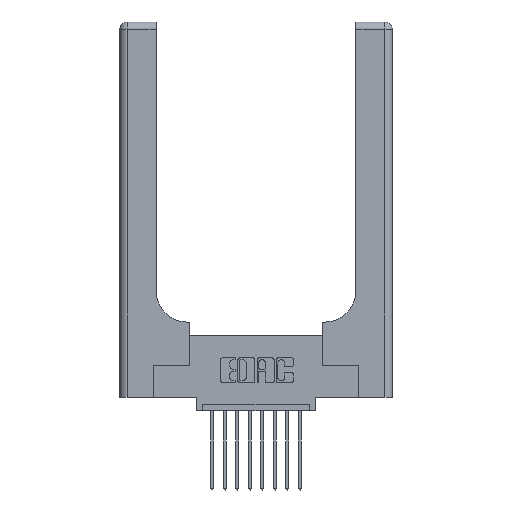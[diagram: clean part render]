
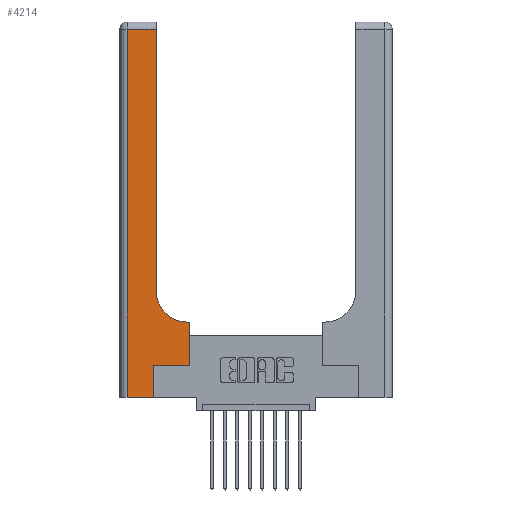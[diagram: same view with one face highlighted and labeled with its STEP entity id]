
A CAD part, top view. The second image highlights one B-rep face of the part: STEP entity #4214.
In plain terms, the highlighted planar face has unit normal (0, 0, 1).
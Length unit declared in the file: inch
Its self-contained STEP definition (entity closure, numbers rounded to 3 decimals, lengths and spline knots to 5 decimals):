
#49 = DIRECTION ( 'NONE',  ( 0., 0., -1. ) ) ;
#300 = EDGE_CURVE ( 'NONE', #844, #7877, #8820, .T. ) ;
#536 = VERTEX_POINT ( 'NONE', #1160 ) ;
#787 = VECTOR ( 'NONE', #4484, 39.37008 ) ;
#844 = VERTEX_POINT ( 'NONE', #14495 ) ;
#1160 = CARTESIAN_POINT ( 'NONE',  ( 0.06, 2.94, 0.37 ) ) ;
#1264 = LINE ( 'NONE', #10192, #3542 ) ;
#1756 = CARTESIAN_POINT ( 'NONE',  ( 0.5415, 0.6, 0.37 ) ) ;
#1854 = ORIENTED_EDGE ( 'NONE', *, *, #8347, .T. ) ;
#2064 = ORIENTED_EDGE ( 'NONE', *, *, #9724, .T. ) ;
#2513 = EDGE_CURVE ( 'NONE', #10349, #536, #9156, .T. ) ;
#2774 = DIRECTION ( 'NONE',  ( 0., 0., -1. ) ) ;
#3015 = LINE ( 'NONE', #5591, #15700 ) ;
#3112 = EDGE_CURVE ( 'NONE', #8949, #15296, #10186, .T. ) ;
#3289 = AXIS2_PLACEMENT_3D ( 'NONE', #3623, #49, #8596 ) ;
#3352 = LINE ( 'NONE', #15341, #12573 ) ;
#3542 = VECTOR ( 'NONE', #13830, 39.37008 ) ;
#3616 = CARTESIAN_POINT ( 'NONE',  ( 0.269, 0., 0.37 ) ) ;
#3623 = CARTESIAN_POINT ( 'NONE',  ( 0., 3., 0.37 ) ) ;
#3888 = LINE ( 'NONE', #8591, #14094 ) ;
#3937 = DIRECTION ( 'NONE',  ( 1., 0., 0. ) ) ;
#3952 = ORIENTED_EDGE ( 'NONE', *, *, #300, .T. ) ;
#4214 = ADVANCED_FACE ( 'NONE', ( #9761 ), #4806, .F. ) ;
#4374 = VECTOR ( 'NONE', #10203, 39.37008 ) ;
#4484 = DIRECTION ( 'NONE',  ( 0., 1., 0. ) ) ;
#4542 = CARTESIAN_POINT ( 'NONE',  ( 0.5585, 0.25, 0.37 ) ) ;
#4806 = PLANE ( 'NONE',  #3289 ) ;
#4961 = CARTESIAN_POINT ( 'NONE',  ( 0.2915, 0.85, 0.37 ) ) ;
#4975 = VERTEX_POINT ( 'NONE', #8026 ) ;
#5494 = EDGE_CURVE ( 'NONE', #14074, #4975, #14590, .T. ) ;
#5591 = CARTESIAN_POINT ( 'NONE',  ( 0.2915, 0.6, 0.37 ) ) ;
#5601 = ORIENTED_EDGE ( 'NONE', *, *, #10845, .T. ) ;
#5780 = ORIENTED_EDGE ( 'NONE', *, *, #7729, .T. ) ;
#5962 = AXIS2_PLACEMENT_3D ( 'NONE', #12524, #2774, #3937 ) ;
#6156 = CARTESIAN_POINT ( 'NONE',  ( 0.2915, 2.94, 0.37 ) ) ;
#6281 = LINE ( 'NONE', #6495, #4374 ) ;
#6495 = CARTESIAN_POINT ( 'NONE',  ( 0.269, 0.25, 0.37 ) ) ;
#6655 = VECTOR ( 'NONE', #9673, 39.37008 ) ;
#7564 = DIRECTION ( 'NONE',  ( 0., 1., 0. ) ) ;
#7729 = EDGE_CURVE ( 'NONE', #7877, #8949, #3015, .T. ) ;
#7877 = VERTEX_POINT ( 'NONE', #8039 ) ;
#8026 = CARTESIAN_POINT ( 'NONE',  ( 0.269, 0.25, 0.37 ) ) ;
#8039 = CARTESIAN_POINT ( 'NONE',  ( 0.5585, 0.6, 0.37 ) ) ;
#8347 = EDGE_CURVE ( 'NONE', #536, #13544, #1264, .T. ) ;
#8411 = CARTESIAN_POINT ( 'NONE',  ( 0., 2.94, 0.37 ) ) ;
#8591 = CARTESIAN_POINT ( 'NONE',  ( 0., 0., 0.37 ) ) ;
#8596 = DIRECTION ( 'NONE',  ( -1., 0., 0. ) ) ;
#8598 = ORIENTED_EDGE ( 'NONE', *, *, #14354, .T. ) ;
#8694 = CARTESIAN_POINT ( 'NONE',  ( 0.269, 0., 0.37 ) ) ;
#8792 = VECTOR ( 'NONE', #7564, 39.37008 ) ;
#8820 = LINE ( 'NONE', #4542, #787 ) ;
#8949 = VERTEX_POINT ( 'NONE', #1756 ) ;
#9156 = LINE ( 'NONE', #8411, #6655 ) ;
#9673 = DIRECTION ( 'NONE',  ( -1., 0., 0. ) ) ;
#9680 = DIRECTION ( 'NONE',  ( 1., 0., 0. ) ) ;
#9724 = EDGE_CURVE ( 'NONE', #13544, #14074, #3888, .T. ) ;
#9761 = FACE_OUTER_BOUND ( 'NONE', #15886, .T. ) ;
#10171 = ORIENTED_EDGE ( 'NONE', *, *, #5494, .T. ) ;
#10186 = CIRCLE ( 'NONE', #5962, 0.25 ) ;
#10192 = CARTESIAN_POINT ( 'NONE',  ( 0.06, 3., 0.37 ) ) ;
#10203 = DIRECTION ( 'NONE',  ( 1., 0., 0. ) ) ;
#10349 = VERTEX_POINT ( 'NONE', #6156 ) ;
#10626 = ORIENTED_EDGE ( 'NONE', *, *, #2513, .T. ) ;
#10845 = EDGE_CURVE ( 'NONE', #15296, #10349, #3352, .T. ) ;
#12524 = CARTESIAN_POINT ( 'NONE',  ( 0.5415, 0.85, 0.37 ) ) ;
#12573 = VECTOR ( 'NONE', #14017, 39.37008 ) ;
#13544 = VERTEX_POINT ( 'NONE', #14796 ) ;
#13830 = DIRECTION ( 'NONE',  ( 0., -1., 0. ) ) ;
#14017 = DIRECTION ( 'NONE',  ( 0., 1., 0. ) ) ;
#14074 = VERTEX_POINT ( 'NONE', #3616 ) ;
#14094 = VECTOR ( 'NONE', #9680, 39.37008 ) ;
#14354 = EDGE_CURVE ( 'NONE', #4975, #844, #6281, .T. ) ;
#14495 = CARTESIAN_POINT ( 'NONE',  ( 0.5585, 0.25, 0.37 ) ) ;
#14590 = LINE ( 'NONE', #8694, #8792 ) ;
#14796 = CARTESIAN_POINT ( 'NONE',  ( 0.06, 0., 0.37 ) ) ;
#15296 = VERTEX_POINT ( 'NONE', #4961 ) ;
#15341 = CARTESIAN_POINT ( 'NONE',  ( 0.2915, 3., 0.37 ) ) ;
#15352 = ORIENTED_EDGE ( 'NONE', *, *, #3112, .T. ) ;
#15449 = DIRECTION ( 'NONE',  ( -1., 0., 0. ) ) ;
#15700 = VECTOR ( 'NONE', #15449, 39.37008 ) ;
#15886 = EDGE_LOOP ( 'NONE', ( #5601, #10626, #1854, #2064, #10171, #8598, #3952, #5780, #15352 ) ) ;
